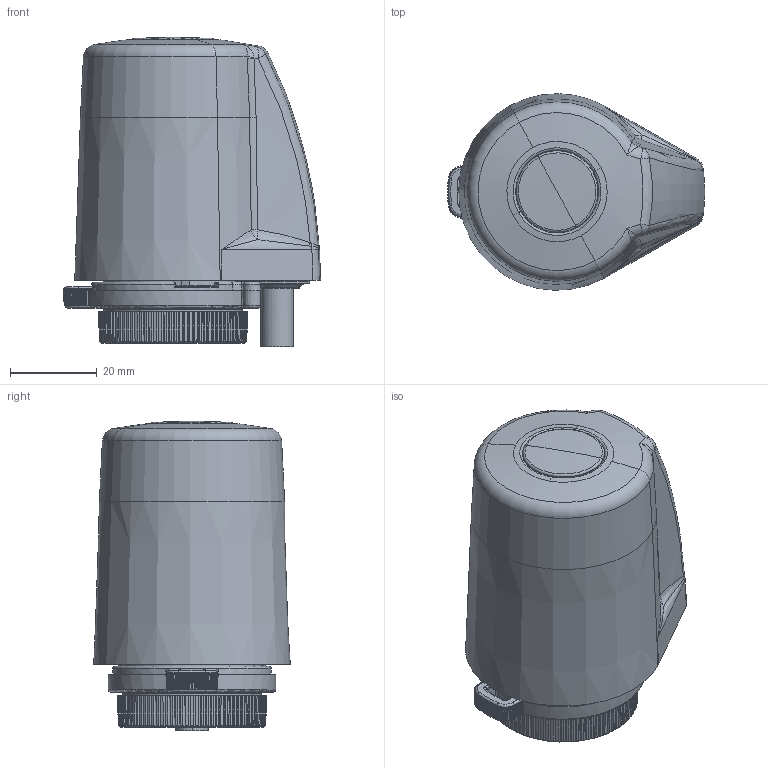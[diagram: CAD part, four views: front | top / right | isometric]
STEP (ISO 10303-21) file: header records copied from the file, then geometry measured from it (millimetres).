
FILE_DESCRIPTION(('CATIA V5 STEP Exchange'),'2;1');
FILE_NAME('STEP_656212_-_TST.stp','2019-04-11T09:00:33+00:00',('none'),('none'),'CATIA Version 5-6 Release 2016 SP4','CATIA V5 STEP AP203','none');
FILE_SCHEMA(('CONFIG_CONTROL_DESIGN'));
Length unit declared in the file: millimetre
Products named in the file (1): 656212 - TST
Bounding box: 59.26 x 45.29 x 71.25 mm (x, y, z)
Volume: 99265.6 mm3; surface area: 21137.5 mm2
Topology: 1 solids, 5 shells, 1577 faces, 4132 edges, 2526 vertices
Faces by surface type: cylinder 615, plane 329, bspline 265, cone 185, torus 163, sphere 15, revolution 5
Entity records: 67779 total; most frequent: CARTESIAN_POINT 36045, ORIENTED_EDGE 8202, EDGE_CURVE 4101, DIRECTION 3857, VERTEX_POINT 2526, B_SPLINE_CURVE_WITH_KNOTS 2060, AXIS2_PLACEMENT_3D 2017, EDGE_LOOP 1591
